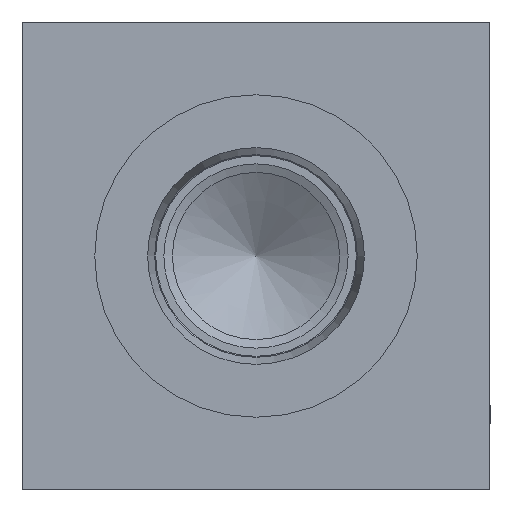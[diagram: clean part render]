
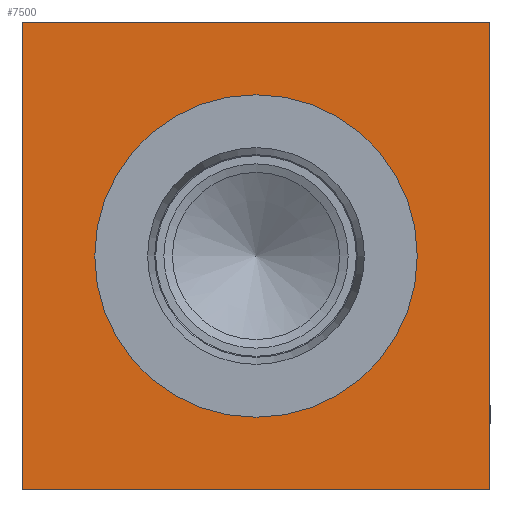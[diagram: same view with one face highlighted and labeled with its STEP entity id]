
A CAD part, left-side view. The second image highlights one B-rep face of the part: STEP entity #7500.
In plain terms, the highlighted planar face has unit normal (-1, 0, 0).
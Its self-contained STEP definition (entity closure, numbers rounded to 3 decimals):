
#134=CIRCLE('',#7806,15.316);
#135=CIRCLE('',#7807,15.316);
#259=FACE_BOUND('',#1388,.T.);
#955=FACE_OUTER_BOUND('',#1387,.T.);
#1387=EDGE_LOOP('',(#6570,#6571,#6572,#6573));
#1388=EDGE_LOOP('',(#6574,#6575));
#1649=LINE('',#11596,#2345);
#2089=LINE('',#12918,#2785);
#2090=LINE('',#12919,#2786);
#2091=LINE('',#12920,#2787);
#2345=VECTOR('',#8310,10.);
#2785=VECTOR('',#9454,10.);
#2786=VECTOR('',#9455,10.);
#2787=VECTOR('',#9456,10.);
#3083=VERTEX_POINT('',#11589);
#3086=VERTEX_POINT('',#11594);
#3405=VERTEX_POINT('',#12667);
#3406=VERTEX_POINT('',#12668);
#3487=VERTEX_POINT('',#12916);
#3488=VERTEX_POINT('',#12917);
#3929=EDGE_CURVE('',#3086,#3083,#1649,.T.);
#4403=EDGE_CURVE('',#3405,#3406,#134,.T.);
#4404=EDGE_CURVE('',#3406,#3405,#135,.T.);
#4521=EDGE_CURVE('',#3487,#3488,#2089,.T.);
#4522=EDGE_CURVE('',#3488,#3083,#2090,.T.);
#4523=EDGE_CURVE('',#3487,#3086,#2091,.T.);
#6570=ORIENTED_EDGE('',*,*,#4521,.T.);
#6571=ORIENTED_EDGE('',*,*,#4522,.T.);
#6572=ORIENTED_EDGE('',*,*,#3929,.F.);
#6573=ORIENTED_EDGE('',*,*,#4523,.F.);
#6574=ORIENTED_EDGE('',*,*,#4403,.T.);
#6575=ORIENTED_EDGE('',*,*,#4404,.T.);
#6819=PLANE('',#7932);
#7500=ADVANCED_FACE('',(#955,#259),#6819,.T.);
#7806=AXIS2_PLACEMENT_3D('',#12669,#9160,#9161);
#7807=AXIS2_PLACEMENT_3D('',#12670,#9162,#9163);
#7932=AXIS2_PLACEMENT_3D('',#12915,#9452,#9453);
#8310=DIRECTION('',(0.,-1.,0.));
#9160=DIRECTION('center_axis',(1.,0.,0.));
#9161=DIRECTION('ref_axis',(0.,0.,1.));
#9162=DIRECTION('center_axis',(1.,0.,0.));
#9163=DIRECTION('ref_axis',(0.,0.,1.));
#9452=DIRECTION('center_axis',(-1.,0.,0.));
#9453=DIRECTION('ref_axis',(0.,-1.,0.));
#9454=DIRECTION('',(0.,-1.,0.));
#9455=DIRECTION('',(0.,0.,1.));
#9456=DIRECTION('',(0.,0.,1.));
#11589=CARTESIAN_POINT('',(0.,0.,44.45));
#11594=CARTESIAN_POINT('',(0.,44.45,44.45));
#11596=CARTESIAN_POINT('',(0.,44.45,44.45));
#12667=CARTESIAN_POINT('',(0.,22.225,37.541));
#12668=CARTESIAN_POINT('',(0.,22.225,6.909));
#12669=CARTESIAN_POINT('Origin',(0.,22.225,22.225));
#12670=CARTESIAN_POINT('Origin',(0.,22.225,22.225));
#12915=CARTESIAN_POINT('Origin',(0.,44.45,0.));
#12916=CARTESIAN_POINT('',(0.,44.45,0.));
#12917=CARTESIAN_POINT('',(0.,0.,0.));
#12918=CARTESIAN_POINT('',(0.,44.45,0.));
#12919=CARTESIAN_POINT('',(0.,0.,0.));
#12920=CARTESIAN_POINT('',(0.,44.45,0.));
